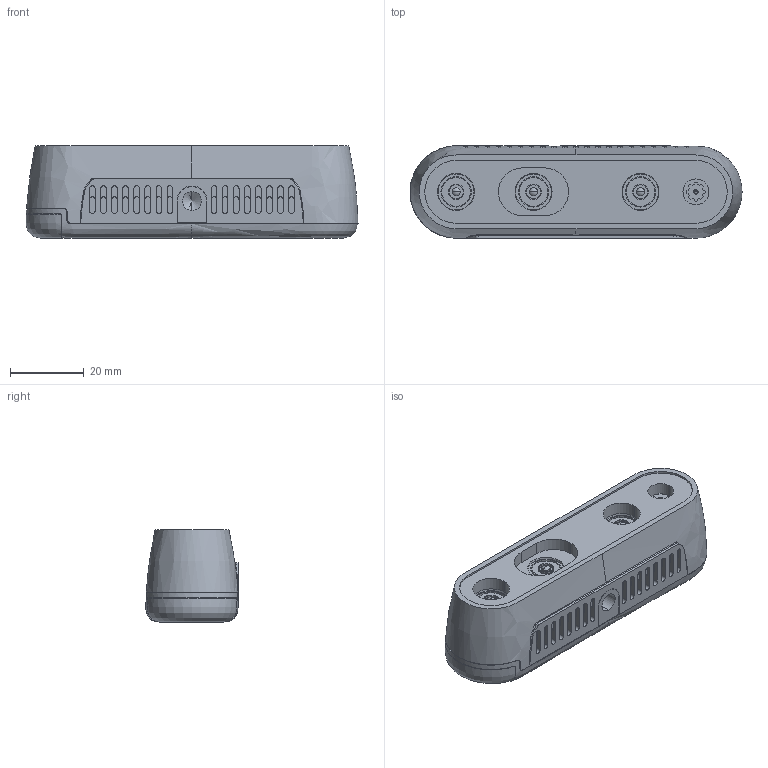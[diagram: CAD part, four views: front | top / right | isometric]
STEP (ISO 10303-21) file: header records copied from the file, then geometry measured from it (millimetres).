
FILE_DESCRIPTION (( 'STEP AP214' ), '1' );
FILE_NAME ('IntelRealsense_D435_Multibody.STEP', '2018-12-18T11:45:05', ( '' ), ( '' ), 'SwSTEP 2.0', 'SolidWorks 2018', '' );
FILE_SCHEMA (( 'AUTOMOTIVE_DESIGN' ));
Length unit declared in the file: millimetre
Products named in the file (1): IntelRealsense_D435_Multibody
Bounding box: 90 x 25.01 x 25 mm (x, y, z)
Volume: 44152.7 mm3; surface area: 18796 mm2
Topology: 2 solids, 2 shells, 525 faces, 1366 edges, 897 vertices
Faces by surface type: cylinder 257, plane 230, bspline 18, cone 12, sphere 8
Entity records: 24830 total; most frequent: CARTESIAN_POINT 6802, ORIENTED_EDGE 2720, DIRECTION 2653, EDGE_CURVE 1360, AXIS2_PLACEMENT_3D 975, VERTEX_POINT 897, LINE 703, VECTOR 703
